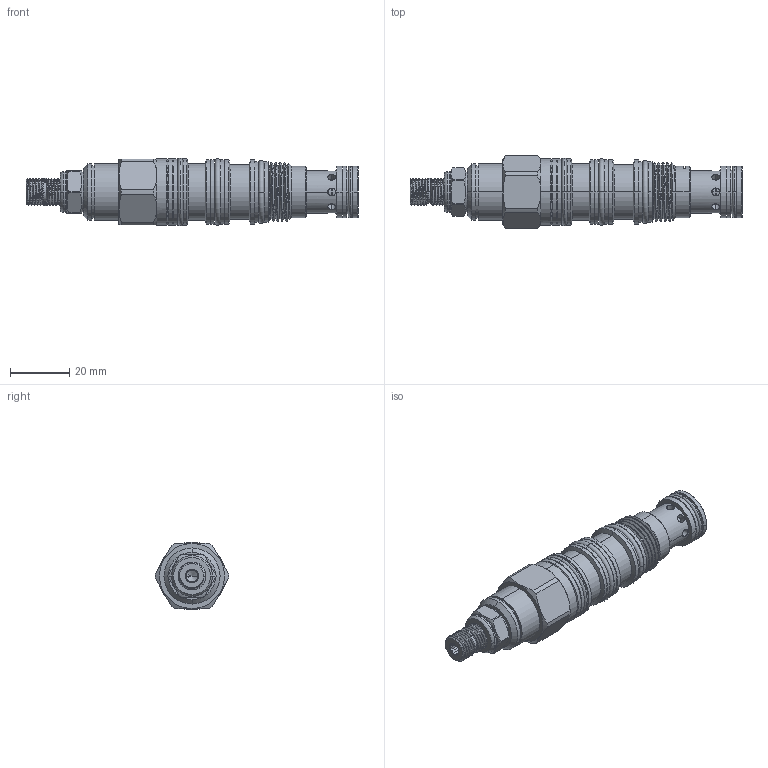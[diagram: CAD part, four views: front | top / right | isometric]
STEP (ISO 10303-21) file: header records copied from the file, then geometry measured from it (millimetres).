
FILE_DESCRIPTION (( 'STEP AP203' ), '1' );
FILE_NAME ('RV21A40-L.STEP', '2020-03-25T00:28:49', ( '' ), ( '' ), 'SwSTEP 2.0', 'SolidWorks 2018', '' );
FILE_SCHEMA (( 'CONFIG_CONTROL_DESIGN' ));
Length unit declared in the file: millimetre
Products named in the file (1): RV21A40-L
Bounding box: 112.52 x 24.79 x 22.98 mm (x, y, z)
Volume: 29387.3 mm3; surface area: 11634 mm2
Topology: 6 solids, 7 shells, 786 faces, 2173 edges, 1371 vertices
Faces by surface type: cylinder 592, plane 76, cone 59, torus 46, bspline 9, sphere 4
Entity records: 56754 total; most frequent: CARTESIAN_POINT 37633, ORIENTED_EDGE 4342, DIRECTION 3162, EDGE_CURVE 2171, VERTEX_POINT 1371, AXIS2_PLACEMENT_3D 1245, EDGE_LOOP 1198, B_SPLINE_CURVE_WITH_KNOTS 967
